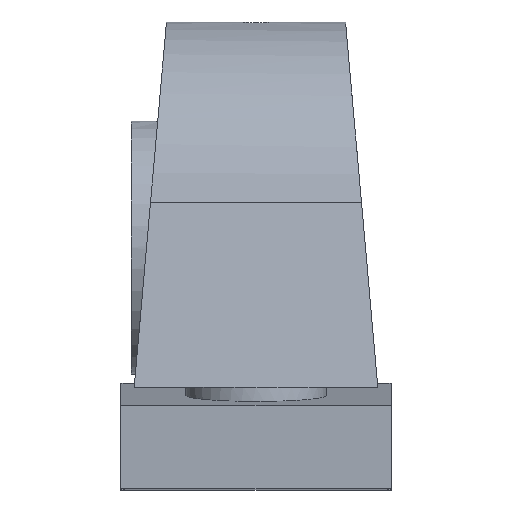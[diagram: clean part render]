
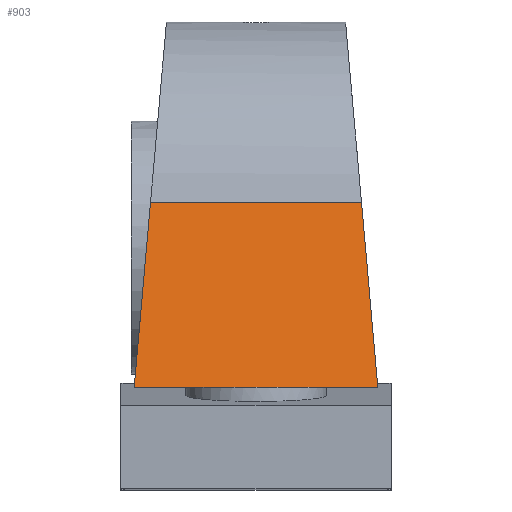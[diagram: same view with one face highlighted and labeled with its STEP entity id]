
A CAD part, top view. The second image highlights one B-rep face of the part: STEP entity #903.
In plain terms, the highlighted planar face has unit normal (0, 0.198, 0.98).
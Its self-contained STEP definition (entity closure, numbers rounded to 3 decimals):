
#401 = EDGE_CURVE( '', #693, #883, #1074, .T. );
#619 = EDGE_CURVE( '', #739, #773, #1315, .T. );
#649 = EDGE_CURVE( '', #813, #773, #1347, .T. );
#665 = EDGE_CURVE( '', #813, #883, #1364, .T. );
#693 = VERTEX_POINT( '', #1395 );
#713 = EDGE_CURVE( '', #693, #739, #1419, .T. );
#739 = VERTEX_POINT( '', #1446 );
#773 = VERTEX_POINT( '', #1480 );
#813 = VERTEX_POINT( '', #1524 );
#883 = VERTEX_POINT( '', #1609 );
#903 = ADVANCED_FACE( '', ( #1631 ), #1632, .F. );
#1074 = LINE( '', #1861, #1862 );
#1315 = LINE( '', #2300, #2301 );
#1347 = LINE( '', #2348, #2349 );
#1364 = LINE( '', #2440, #2441 );
#1395 = CARTESIAN_POINT( '', ( -21.648, -24.9, 45.941 ) );
#1419 = LINE( '', #2542, #2543 );
#1446 = CARTESIAN_POINT( '', ( 0., -24.9, 45.941 ) );
#1480 = CARTESIAN_POINT( '', ( 21.648, -24.9, 45.941 ) );
#1524 = CARTESIAN_POINT( '', ( 18.744, 7.941, 39.306 ) );
#1609 = CARTESIAN_POINT( '', ( -18.744, 7.941, 39.306 ) );
#1631 = FACE_OUTER_BOUND( '', #2861, .T. );
#1632 = PLANE( '', #2862 );
#1861 = CARTESIAN_POINT( '', ( -19.63, -2.076, 41.33 ) );
#1862 = VECTOR( '', #3131, 1. );
#2300 = CARTESIAN_POINT( '', ( 24., -24.9, 45.941 ) );
#2301 = VECTOR( '', #3407, 1. );
#2348 = CARTESIAN_POINT( '', ( 23.336, -43.984, 49.797 ) );
#2349 = VECTOR( '', #3439, 1. );
#2440 = CARTESIAN_POINT( '', ( 24., 7.941, 39.306 ) );
#2441 = VECTOR( '', #3450, 1. );
#2542 = CARTESIAN_POINT( '', ( 24., -24.9, 45.941 ) );
#2543 = VECTOR( '', #3513, 1. );
#2861 = EDGE_LOOP( '', ( #3740, #3741, #3742, #3743, #3744 ) );
#2862 = AXIS2_PLACEMENT_3D( '', #3745, #3746, #3747 );
#3131 = DIRECTION( '', ( 0.086, 0.977, -0.197 ) );
#3407 = DIRECTION( '', ( 1., 0., 0. ) );
#3439 = DIRECTION( '', ( 0.086, -0.977, 0.197 ) );
#3450 = DIRECTION( '', ( -1., 0., 0. ) );
#3513 = DIRECTION( '', ( 1., 0., 0. ) );
#3740 = ORIENTED_EDGE( '', *, *, #713, .T. );
#3741 = ORIENTED_EDGE( '', *, *, #619, .T. );
#3742 = ORIENTED_EDGE( '', *, *, #649, .F. );
#3743 = ORIENTED_EDGE( '', *, *, #665, .T. );
#3744 = ORIENTED_EDGE( '', *, *, #401, .F. );
#3745 = CARTESIAN_POINT( '', ( 24., -42.9, 49.577 ) );
#3746 = DIRECTION( '', ( 0., -0.198, -0.98 ) );
#3747 = DIRECTION( '', ( 0., -0.98, 0.198 ) );
